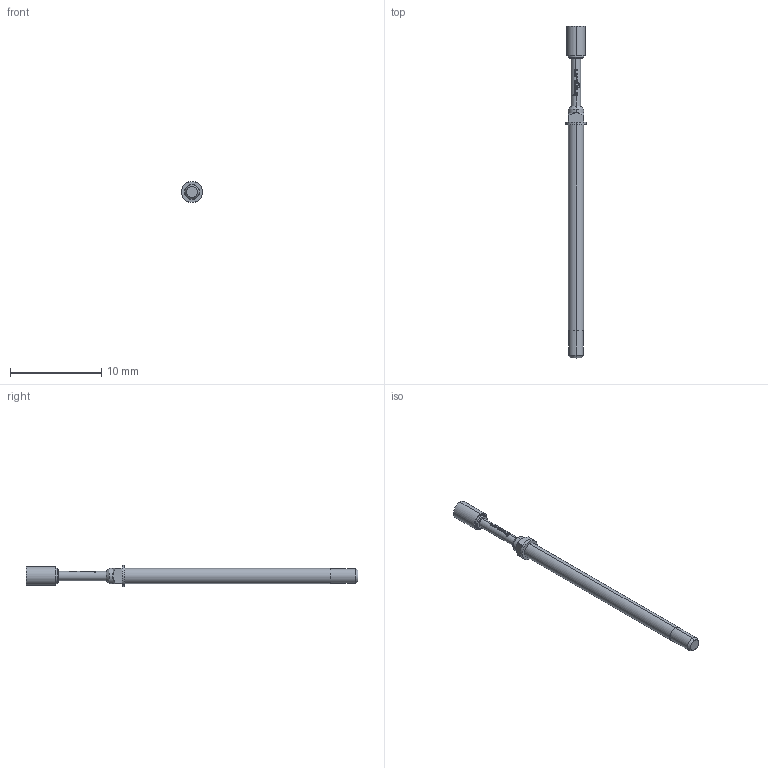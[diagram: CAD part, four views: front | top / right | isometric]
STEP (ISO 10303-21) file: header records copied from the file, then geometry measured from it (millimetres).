
FILE_DESCRIPTION (( 'STEP AP203' ), '1' );
FILE_NAME ('INGUN_HSS-118_353_200_S_xx02_M.STEP', '2022-02-02T16:08:44', ( 'ochi' ), ( '' ), 'SwSTEP 2.0', 'SolidWorks 2018', '' );
FILE_SCHEMA (( 'CONFIG_CONTROL_DESIGN' ));
Length unit declared in the file: millimetre
Products named in the file (1): INGUN_HSS-118_353_200_S_xx02_M
Bounding box: 2.3 x 36.3 x 2.3 mm (x, y, z)
Volume: 73.2 mm3; surface area: 195.8 mm2
Topology: 1 solids, 1 shells, 125 faces, 336 edges, 218 vertices
Faces by surface type: plane 54, cylinder 35, bspline 22, cone 14
Entity records: 4969 total; most frequent: CARTESIAN_POINT 2242, ORIENTED_EDGE 672, DIRECTION 364, EDGE_CURVE 336, B_SPLINE_CURVE_WITH_KNOTS 230, VERTEX_POINT 218, AXIS2_PLACEMENT_3D 154, EDGE_LOOP 130
